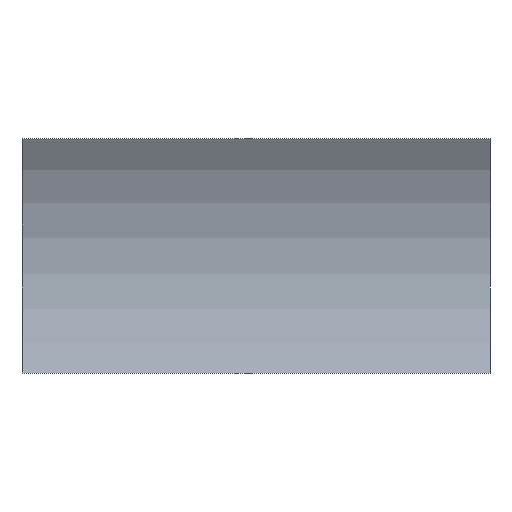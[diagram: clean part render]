
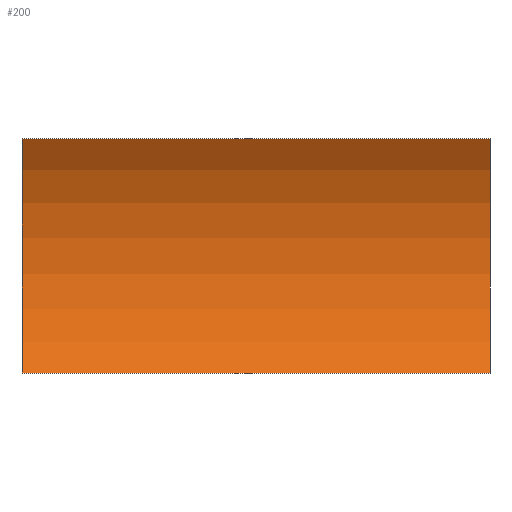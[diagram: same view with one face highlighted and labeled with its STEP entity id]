
A CAD part, left-side view. The second image highlights one B-rep face of the part: STEP entity #200.
In plain terms, the highlighted cylindrical face has radius 9.16 mm (diameter 18.32 mm), a partial arc.
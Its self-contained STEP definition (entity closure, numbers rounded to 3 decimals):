
#1 = EDGE_CURVE ( 'NONE', #180, #191, #66, .T. ) ;
#5 = VECTOR ( 'NONE', #16, 1000. ) ;
#11 = VECTOR ( 'NONE', #161, 1000. ) ;
#16 = DIRECTION ( 'NONE',  ( 0., -1., 0. ) ) ;
#23 = EDGE_CURVE ( 'NONE', #172, #191, #28, .T. ) ;
#28 = LINE ( 'NONE', #139, #11 ) ;
#30 = DIRECTION ( 'NONE',  ( 0., -1., 0. ) ) ;
#34 = AXIS2_PLACEMENT_3D ( 'NONE', #68, #124, #204 ) ;
#49 = LINE ( 'NONE', #67, #5 ) ;
#51 = EDGE_LOOP ( 'NONE', ( #116, #158, #84, #135 ) ) ;
#54 = DIRECTION ( 'NONE',  ( 0., 0., 1. ) ) ;
#55 = CARTESIAN_POINT ( 'NONE',  ( -3.485, 0., 0. ) ) ;
#61 = VERTEX_POINT ( 'NONE', #96 ) ;
#66 = CIRCLE ( 'NONE', #80, 9.16 ) ;
#67 = CARTESIAN_POINT ( 'NONE',  ( -3.485, 20., 0. ) ) ;
#68 = CARTESIAN_POINT ( 'NONE',  ( -11.16, 20., 5. ) ) ;
#69 = EDGE_CURVE ( 'NONE', #61, #180, #49, .T. ) ;
#71 = DIRECTION ( 'NONE',  ( 0., -1., 0. ) ) ;
#80 = AXIS2_PLACEMENT_3D ( 'NONE', #170, #30, #91 ) ;
#84 = ORIENTED_EDGE ( 'NONE', *, *, #178, .F. ) ;
#91 = DIRECTION ( 'NONE',  ( 0., 0., 1. ) ) ;
#96 = CARTESIAN_POINT ( 'NONE',  ( -3.485, 20., 0. ) ) ;
#116 = ORIENTED_EDGE ( 'NONE', *, *, #1, .T. ) ;
#119 = CARTESIAN_POINT ( 'NONE',  ( -3.485, 20., 10. ) ) ;
#124 = DIRECTION ( 'NONE',  ( 0., -1., 0. ) ) ;
#133 = FACE_OUTER_BOUND ( 'NONE', #51, .T. ) ;
#135 = ORIENTED_EDGE ( 'NONE', *, *, #69, .T. ) ;
#139 = CARTESIAN_POINT ( 'NONE',  ( -3.485, 20., 10. ) ) ;
#158 = ORIENTED_EDGE ( 'NONE', *, *, #23, .F. ) ;
#161 = DIRECTION ( 'NONE',  ( 0., -1., 0. ) ) ;
#163 = CARTESIAN_POINT ( 'NONE',  ( -11.16, 20., 5. ) ) ;
#170 = CARTESIAN_POINT ( 'NONE',  ( -11.16, 0., 5. ) ) ;
#172 = VERTEX_POINT ( 'NONE', #119 ) ;
#176 = CYLINDRICAL_SURFACE ( 'NONE', #34, 9.16 ) ;
#178 = EDGE_CURVE ( 'NONE', #61, #172, #198, .T. ) ;
#180 = VERTEX_POINT ( 'NONE', #55 ) ;
#187 = AXIS2_PLACEMENT_3D ( 'NONE', #163, #71, #54 ) ;
#191 = VERTEX_POINT ( 'NONE', #199 ) ;
#198 = CIRCLE ( 'NONE', #187, 9.16 ) ;
#199 = CARTESIAN_POINT ( 'NONE',  ( -3.485, 0., 10. ) ) ;
#200 = ADVANCED_FACE ( 'NONE', ( #133 ), #176, .F. ) ;
#204 = DIRECTION ( 'NONE',  ( 0., 0., -1. ) ) ;
